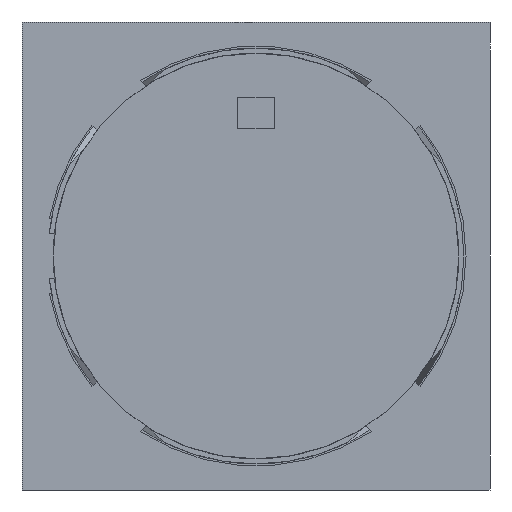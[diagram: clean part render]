
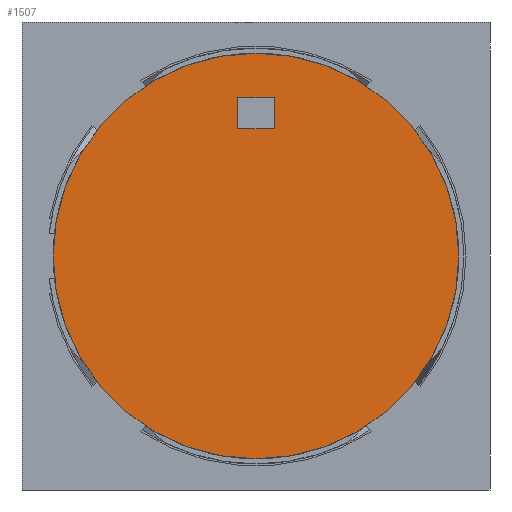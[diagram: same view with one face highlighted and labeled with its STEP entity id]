
A CAD part, front view. The second image highlights one B-rep face of the part: STEP entity #1507.
In plain terms, the highlighted planar face has unit normal (0, -1, 0).
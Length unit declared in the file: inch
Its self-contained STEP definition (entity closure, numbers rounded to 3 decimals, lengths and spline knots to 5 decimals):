
#25=FACE_BOUND($,#243,.T.);
#26=FACE_BOUND($,#244,.T.);
#80=CIRCLE($,#1639,0.30728);
#243=EDGE_LOOP($,(#1356,#1357,#1358,#1359));
#244=EDGE_LOOP($,(#1360));
#245=LINE($,#2073,#411);
#249=LINE($,#2081,#415);
#254=LINE($,#2091,#420);
#256=LINE($,#2094,#422);
#411=VECTOR($,#1645,0.05512);
#415=VECTOR($,#1651,0.04724);
#420=VECTOR($,#1660,0.05512);
#422=VECTOR($,#1664,0.04724);
#577=VERTEX_POINT($,#2071);
#578=VERTEX_POINT($,#2072);
#581=VERTEX_POINT($,#2080);
#584=VERTEX_POINT($,#2090);
#715=VERTEX_POINT($,#2502);
#716=EDGE_CURVE($,#577,#578,#245,.T.);
#720=EDGE_CURVE($,#581,#577,#249,.T.);
#725=EDGE_CURVE($,#584,#581,#254,.T.);
#727=EDGE_CURVE($,#578,#584,#256,.T.);
#930=EDGE_CURVE($,#715,#715,#80,.T.);
#1356=ORIENTED_EDGE($,*,*,#720,.T.);
#1357=ORIENTED_EDGE($,*,*,#716,.T.);
#1358=ORIENTED_EDGE($,*,*,#727,.T.);
#1359=ORIENTED_EDGE($,*,*,#725,.T.);
#1360=ORIENTED_EDGE($,*,*,#930,.F.);
#1426=PLANE($,#1640);
#1507=ADVANCED_FACE($,(#25,#26),#1426,.T.);
#1639=AXIS2_PLACEMENT_3D($,#2503,#2065,#2066);
#1640=AXIS2_PLACEMENT_3D($,#2504,#2067,#2068);
#1645=DIRECTION($,(1.,0.,0.));
#1651=DIRECTION($,(0.,0.,1.));
#1660=DIRECTION($,(-1.,0.,0.));
#1664=DIRECTION($,(0.,0.,-1.));
#2065=DIRECTION('center_axis',(0.,1.,0.));
#2066=DIRECTION('ref_axis',(-1.,0.,0.));
#2067=DIRECTION('center_axis',(0.,-1.,0.));
#2068=DIRECTION('ref_axis',(0.,0.,-1.));
#2071=CARTESIAN_POINT('',(-0.02756,-0.669,0.24));
#2072=CARTESIAN_POINT('',(0.02756,-0.669,0.24));
#2073=CARTESIAN_POINT($,(-0.06304,-0.669,0.24));
#2080=CARTESIAN_POINT('',(-0.02756,-0.669,0.19276));
#2081=CARTESIAN_POINT($,(-0.02756,-0.669,0.12));
#2090=CARTESIAN_POINT('',(0.02756,-0.669,0.19276));
#2091=CARTESIAN_POINT($,(-0.0906,-0.669,0.19276));
#2094=CARTESIAN_POINT($,(0.02756,-0.669,0.09638));
#2502=CARTESIAN_POINT('',(-0.30728,-0.669,0.));
#2503=CARTESIAN_POINT('Origin',(0.,-0.669,0.));
#2504=CARTESIAN_POINT('Origin',(-0.15364,-0.669,0.));
